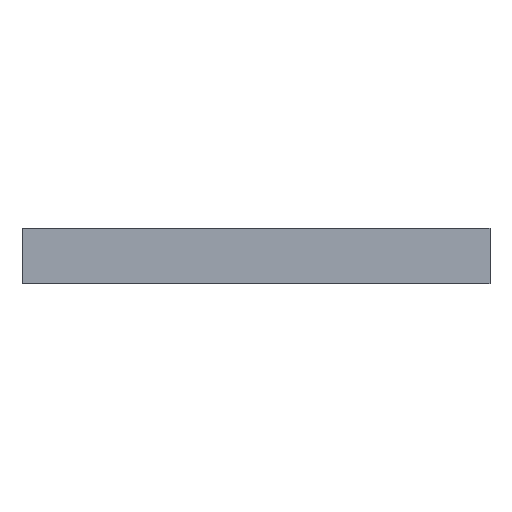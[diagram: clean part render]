
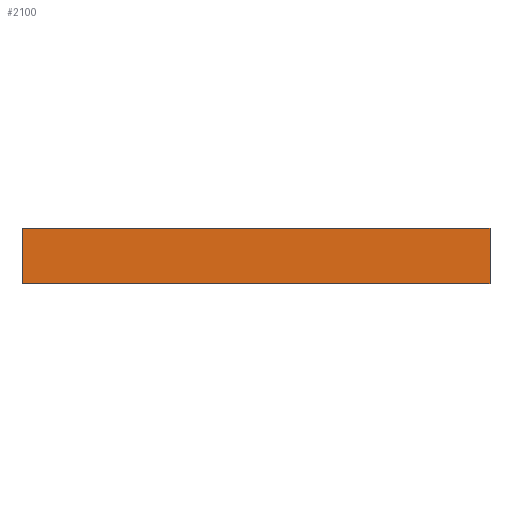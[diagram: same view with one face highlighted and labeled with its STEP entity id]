
A CAD part, front view. The second image highlights one B-rep face of the part: STEP entity #2100.
In plain terms, the highlighted planar face has unit normal (0, -1, 0).
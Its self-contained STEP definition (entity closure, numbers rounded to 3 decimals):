
#100 = CARTESIAN_POINT ( 'NONE',  ( -158.363, -118.159, 0. ) ) ;
#128 = PLANE ( 'NONE',  #890 ) ;
#317 = CARTESIAN_POINT ( 'NONE',  ( -158.363, -118.159, 10. ) ) ;
#371 = EDGE_CURVE ( 'NONE', #3516, #3842, #1046, .T. ) ;
#416 = FACE_OUTER_BOUND ( 'NONE', #3063, .T. ) ;
#513 = ORIENTED_EDGE ( 'NONE', *, *, #1539, .T. ) ;
#532 = VERTEX_POINT ( 'NONE', #1167 ) ;
#688 = CARTESIAN_POINT ( 'NONE',  ( -158.363, -118.159, 10. ) ) ;
#756 = DIRECTION ( 'NONE',  ( 0., 0., 1. ) ) ;
#890 = AXIS2_PLACEMENT_3D ( 'NONE', #688, #1620, #756 ) ;
#928 = DIRECTION ( 'NONE',  ( 0., 0., -1. ) ) ;
#969 = DIRECTION ( 'NONE',  ( 1., 0., 0. ) ) ;
#1046 = LINE ( 'NONE', #2255, #1176 ) ;
#1119 = VECTOR ( 'NONE', #928, 1000. ) ;
#1127 = EDGE_CURVE ( 'NONE', #2670, #532, #2125, .T. ) ;
#1167 = CARTESIAN_POINT ( 'NONE',  ( -73.363, -118.159, 0. ) ) ;
#1176 = VECTOR ( 'NONE', #3436, 1000. ) ;
#1229 = LINE ( 'NONE', #2431, #1119 ) ;
#1386 = ORIENTED_EDGE ( 'NONE', *, *, #371, .F. ) ;
#1506 = DIRECTION ( 'NONE',  ( 0., 0., -1. ) ) ;
#1539 = EDGE_CURVE ( 'NONE', #3516, #2670, #3019, .T. ) ;
#1620 = DIRECTION ( 'NONE',  ( 0., 1., 0. ) ) ;
#1920 = ORIENTED_EDGE ( 'NONE', *, *, #2949, .F. ) ;
#1968 = ORIENTED_EDGE ( 'NONE', *, *, #1127, .T. ) ;
#2042 = CARTESIAN_POINT ( 'NONE',  ( -158.363, -118.159, 10. ) ) ;
#2100 = ADVANCED_FACE ( 'NONE', ( #416 ), #128, .F. ) ;
#2125 = LINE ( 'NONE', #3337, #2585 ) ;
#2255 = CARTESIAN_POINT ( 'NONE',  ( -158.363, -118.159, 10. ) ) ;
#2261 = CARTESIAN_POINT ( 'NONE',  ( -73.363, -118.159, 10. ) ) ;
#2333 = VECTOR ( 'NONE', #1506, 1000. ) ;
#2431 = CARTESIAN_POINT ( 'NONE',  ( -73.363, -118.159, 10. ) ) ;
#2585 = VECTOR ( 'NONE', #969, 1000. ) ;
#2670 = VERTEX_POINT ( 'NONE', #100 ) ;
#2949 = EDGE_CURVE ( 'NONE', #3842, #532, #1229, .T. ) ;
#3019 = LINE ( 'NONE', #317, #2333 ) ;
#3063 = EDGE_LOOP ( 'NONE', ( #1968, #1920, #1386, #513 ) ) ;
#3337 = CARTESIAN_POINT ( 'NONE',  ( -158.363, -118.159, 0. ) ) ;
#3436 = DIRECTION ( 'NONE',  ( 1., 0., 0. ) ) ;
#3516 = VERTEX_POINT ( 'NONE', #2042 ) ;
#3842 = VERTEX_POINT ( 'NONE', #2261 ) ;
